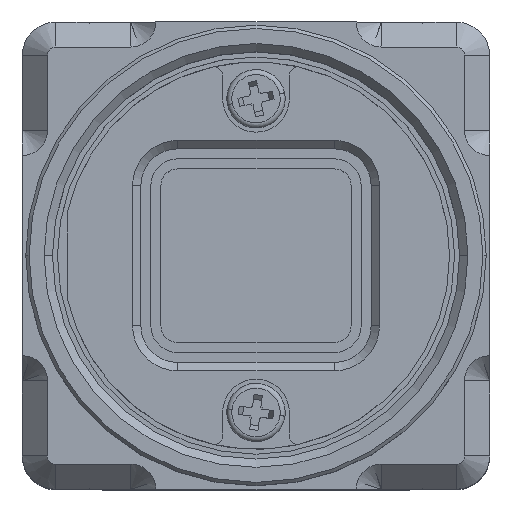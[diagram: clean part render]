
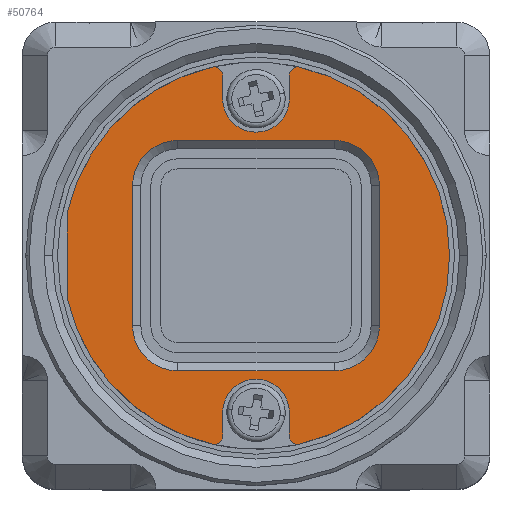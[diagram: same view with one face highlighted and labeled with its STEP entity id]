
A CAD part, top view. The second image highlights one B-rep face of the part: STEP entity #50764.
In plain terms, the highlighted planar face has unit normal (0, 0, 1).
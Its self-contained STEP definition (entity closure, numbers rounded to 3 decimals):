
#15685=CARTESIAN_POINT('',(0.,0.,5.01));
#15686=DIRECTION('',(0.,0.,1.));
#15687=DIRECTION('',(0.225,-0.974,0.));
#15688=AXIS2_PLACEMENT_3D('',#15685,#15686,#15687);
#15715=CARTESIAN_POINT('',(0.,0.,5.01));
#15716=DIRECTION('',(0.,0.,1.));
#15717=DIRECTION('',(-0.225,0.974,0.));
#15718=AXIS2_PLACEMENT_3D('',#15715,#15716,#15717);
#15723=CARTESIAN_POINT('',(-2.5,10.815,5.01));
#15724=DIRECTION('',(0.,0.,1.));
#15725=DIRECTION('',(1.,0.,0.));
#15726=AXIS2_PLACEMENT_3D('',#15723,#15724,#15725);
#15731=CARTESIAN_POINT('',(0.,9.4,5.01));
#15732=DIRECTION('',(0.,0.,-1.));
#15733=DIRECTION('',(1.,0.,0.));
#15734=AXIS2_PLACEMENT_3D('',#15731,#15732,#15733);
#15739=CARTESIAN_POINT('',(2.5,10.815,5.01));
#15740=DIRECTION('',(0.,0.,1.));
#15741=DIRECTION('',(0.225,0.974,0.));
#15742=AXIS2_PLACEMENT_3D('',#15739,#15740,#15741);
#15747=CARTESIAN_POINT('',(2.5,-10.815,5.01));
#15748=DIRECTION('',(0.,0.,1.));
#15749=DIRECTION('',(-1.,0.,0.));
#15750=AXIS2_PLACEMENT_3D('',#15747,#15748,#15749);
#15755=DIRECTION('',(0.,-1.,0.));
#15756=VECTOR('',#15755,1.415);
#15757=CARTESIAN_POINT('',(2.,-9.4,5.01));
#15758=LINE('',#15757,#15756);
#15762=CARTESIAN_POINT('',(0.,-9.4,5.01));
#15763=DIRECTION('',(0.,0.,-1.));
#15764=DIRECTION('',(-1.,0.,0.));
#15765=AXIS2_PLACEMENT_3D('',#15762,#15763,#15764);
#15770=DIRECTION('',(0.,1.,0.));
#15771=VECTOR('',#15770,1.415);
#15772=CARTESIAN_POINT('',(-2.,-10.815,5.01));
#15773=LINE('',#15772,#15771);
#15777=CARTESIAN_POINT('',(-2.5,-10.815,5.01));
#15778=DIRECTION('',(0.,0.,1.));
#15779=DIRECTION('',(-0.225,-0.974,0.));
#15780=AXIS2_PLACEMENT_3D('',#15777,#15778,#15779);
#15785=CARTESIAN_POINT('',(0.,0.,5.01));
#15786=DIRECTION('',(0.,0.,1.));
#15787=DIRECTION('',(-0.974,-0.226,0.));
#15788=AXIS2_PLACEMENT_3D('',#15785,#15786,#15787);
#15793=CARTESIAN_POINT('',(4.7,-4.2,5.01));
#15794=DIRECTION('',(0.,0.,-1.));
#15795=DIRECTION('',(1.,0.,0.));
#15796=AXIS2_PLACEMENT_3D('',#15793,#15794,#15795);
#15801=CARTESIAN_POINT('',(4.7,4.2,5.01));
#15802=DIRECTION('',(0.,0.,-1.));
#15803=DIRECTION('',(0.,1.,0.));
#15804=AXIS2_PLACEMENT_3D('',#15801,#15802,#15803);
#15809=CARTESIAN_POINT('',(-4.7,4.2,5.01));
#15810=DIRECTION('',(0.,0.,-1.));
#15811=DIRECTION('',(-1.,0.,0.));
#15812=AXIS2_PLACEMENT_3D('',#15809,#15810,#15811);
#15817=CARTESIAN_POINT('',(-4.7,-4.2,5.01));
#15818=DIRECTION('',(0.,0.,-1.));
#15819=DIRECTION('',(0.,-1.,0.));
#15820=AXIS2_PLACEMENT_3D('',#15817,#15818,#15819);
#15915=DIRECTION('',(0.,1.,0.));
#15916=VECTOR('',#15915,1.415);
#15917=CARTESIAN_POINT('',(2.,9.4,5.01));
#15918=LINE('',#15917,#15916);
#15936=DIRECTION('',(0.,-1.,0.));
#15937=VECTOR('',#15936,1.415);
#15938=CARTESIAN_POINT('',(-2.,10.815,5.01));
#15939=LINE('',#15938,#15937);
#16850=DIRECTION('',(0.,1.,0.));
#16851=VECTOR('',#16850,5.242);
#16852=CARTESIAN_POINT('',(-11.3,-2.621,5.01));
#16853=LINE('',#16852,#16851);
#16879=DIRECTION('',(0.,1.,0.));
#16880=VECTOR('',#16879,8.4);
#16881=CARTESIAN_POINT('',(7.4,-4.2,5.01));
#16882=LINE('',#16881,#16880);
#16922=DIRECTION('',(-1.,0.,0.));
#16923=VECTOR('',#16922,9.4);
#16924=CARTESIAN_POINT('',(4.7,6.9,5.01));
#16925=LINE('',#16924,#16923);
#17426=DIRECTION('',(0.,-1.,0.));
#17427=VECTOR('',#17426,8.4);
#17428=CARTESIAN_POINT('',(-7.4,4.2,5.01));
#17429=LINE('',#17428,#17427);
#17462=DIRECTION('',(1.,0.,0.));
#17463=VECTOR('',#17462,9.4);
#17464=CARTESIAN_POINT('',(-4.7,-6.9,5.01));
#17465=LINE('',#17464,#17463);
#25242=CARTESIAN_POINT('',(-2.,-9.4,5.01));
#25243=CARTESIAN_POINT('',(2.,-9.4,5.01));
#25244=VERTEX_POINT('',#25242);
#25245=VERTEX_POINT('',#25243);
#25254=CARTESIAN_POINT('',(2.,-10.815,5.01));
#25255=CARTESIAN_POINT('',(2.613,-11.302,5.01));
#25256=VERTEX_POINT('',#25254);
#25257=VERTEX_POINT('',#25255);
#25266=CARTESIAN_POINT('',(-2.,10.815,5.01));
#25267=CARTESIAN_POINT('',(-2.,9.4,5.01));
#25268=VERTEX_POINT('',#25266);
#25269=VERTEX_POINT('',#25267);
#25302=CARTESIAN_POINT('',(7.4,-4.2,5.01));
#25303=VERTEX_POINT('',#25302);
#25304=CARTESIAN_POINT('',(4.7,6.9,5.01));
#25305=CARTESIAN_POINT('',(-4.7,6.9,5.01));
#25306=VERTEX_POINT('',#25304);
#25307=VERTEX_POINT('',#25305);
#25332=CARTESIAN_POINT('',(7.4,4.2,5.01));
#25333=VERTEX_POINT('',#25332);
#25344=CARTESIAN_POINT('',(-2.613,-11.302,5.01));
#25346=VERTEX_POINT('',#25344);
#25350=CARTESIAN_POINT('',(-4.7,-6.9,5.01));
#25352=VERTEX_POINT('',#25350);
#25398=CARTESIAN_POINT('',(4.7,-6.9,5.01));
#25399=VERTEX_POINT('',#25398);
#25404=CARTESIAN_POINT('',(2.,9.4,5.01));
#25405=VERTEX_POINT('',#25404);
#25410=CARTESIAN_POINT('',(-7.4,4.2,5.01));
#25411=VERTEX_POINT('',#25410);
#25416=CARTESIAN_POINT('',(2.,10.815,5.01));
#25417=VERTEX_POINT('',#25416);
#25446=CARTESIAN_POINT('',(2.613,11.302,5.01));
#25447=VERTEX_POINT('',#25446);
#25456=CARTESIAN_POINT('',(-7.4,-4.2,5.01));
#25457=VERTEX_POINT('',#25456);
#25486=CARTESIAN_POINT('',(-2.,-10.815,5.01));
#25487=VERTEX_POINT('',#25486);
#25488=CARTESIAN_POINT('',(-2.613,11.302,5.01));
#25489=VERTEX_POINT('',#25488);
#25490=CARTESIAN_POINT('',(-11.3,-2.621,5.01));
#25491=CARTESIAN_POINT('',(-11.3,2.621,5.01));
#25492=VERTEX_POINT('',#25490);
#25493=VERTEX_POINT('',#25491);
#50714=CARTESIAN_POINT('',(0.,0.,5.01));
#50715=DIRECTION('',(0.,0.,1.));
#50716=DIRECTION('',(-1.,0.,0.));
#50717=AXIS2_PLACEMENT_3D('',#50714,#50715,#50716);
#50718=PLANE('',#50717);
#50719=ORIENTED_EDGE('',*,*,#50684,.F.);
#50721=ORIENTED_EDGE('',*,*,#50720,.F.);
#50723=ORIENTED_EDGE('',*,*,#50722,.T.);
#50725=ORIENTED_EDGE('',*,*,#50724,.F.);
#50727=ORIENTED_EDGE('',*,*,#50726,.T.);
#50729=ORIENTED_EDGE('',*,*,#50728,.F.);
#50730=ORIENTED_EDGE('',*,*,#50676,.F.);
#50732=ORIENTED_EDGE('',*,*,#50731,.F.);
#50734=ORIENTED_EDGE('',*,*,#50733,.F.);
#50736=ORIENTED_EDGE('',*,*,#50735,.F.);
#50738=ORIENTED_EDGE('',*,*,#50737,.F.);
#50740=ORIENTED_EDGE('',*,*,#50739,.F.);
#50741=ORIENTED_EDGE('',*,*,#50691,.F.);
#50743=ORIENTED_EDGE('',*,*,#50742,.T.);
#50744=EDGE_LOOP('',(#50719,#50721,#50723,#50725,#50727,#50729,#50730,#50732,
#50734,#50736,#50738,#50740,#50741,#50743));
#50745=FACE_OUTER_BOUND('',#50744,.F.);
#50747=ORIENTED_EDGE('',*,*,#50746,.F.);
#50749=ORIENTED_EDGE('',*,*,#50748,.T.);
#50751=ORIENTED_EDGE('',*,*,#50750,.F.);
#50753=ORIENTED_EDGE('',*,*,#50752,.T.);
#50755=ORIENTED_EDGE('',*,*,#50754,.F.);
#50757=ORIENTED_EDGE('',*,*,#50756,.T.);
#50759=ORIENTED_EDGE('',*,*,#50758,.F.);
#50761=ORIENTED_EDGE('',*,*,#50760,.T.);
#50762=EDGE_LOOP('',(#50747,#50749,#50751,#50753,#50755,#50757,#50759,#50761));
#50763=FACE_BOUND('',#50762,.F.);
#50764=ADVANCED_FACE('',(#50745,#50763),#50718,.T.);
#15689=CIRCLE('',#15688,11.6);
#15719=CIRCLE('',#15718,11.6);
#15727=CIRCLE('',#15726,0.5);
#15735=CIRCLE('',#15734,2.);
#15743=CIRCLE('',#15742,0.5);
#15751=CIRCLE('',#15750,0.5);
#15766=CIRCLE('',#15765,2.);
#15781=CIRCLE('',#15780,0.5);
#15789=CIRCLE('',#15788,11.6);
#15797=CIRCLE('',#15796,2.7);
#15805=CIRCLE('',#15804,2.7);
#15813=CIRCLE('',#15812,2.7);
#15821=CIRCLE('',#15820,2.7);
#50676=EDGE_CURVE('',#25257,#25447,#15689,.T.);
#50684=EDGE_CURVE('',#25489,#25493,#15719,.T.);
#50691=EDGE_CURVE('',#25492,#25346,#15789,.T.);
#50720=EDGE_CURVE('',#25268,#25489,#15727,.T.);
#50722=EDGE_CURVE('',#25268,#25269,#15939,.T.);
#50724=EDGE_CURVE('',#25405,#25269,#15735,.T.);
#50726=EDGE_CURVE('',#25405,#25417,#15918,.T.);
#50728=EDGE_CURVE('',#25447,#25417,#15743,.T.);
#50731=EDGE_CURVE('',#25256,#25257,#15751,.T.);
#50733=EDGE_CURVE('',#25245,#25256,#15758,.T.);
#50735=EDGE_CURVE('',#25244,#25245,#15766,.T.);
#50737=EDGE_CURVE('',#25487,#25244,#15773,.T.);
#50739=EDGE_CURVE('',#25346,#25487,#15781,.T.);
#50742=EDGE_CURVE('',#25492,#25493,#16853,.T.);
#50746=EDGE_CURVE('',#25303,#25399,#15797,.T.);
#50748=EDGE_CURVE('',#25303,#25333,#16882,.T.);
#50750=EDGE_CURVE('',#25306,#25333,#15805,.T.);
#50752=EDGE_CURVE('',#25306,#25307,#16925,.T.);
#50754=EDGE_CURVE('',#25411,#25307,#15813,.T.);
#50756=EDGE_CURVE('',#25411,#25457,#17429,.T.);
#50758=EDGE_CURVE('',#25352,#25457,#15821,.T.);
#50760=EDGE_CURVE('',#25352,#25399,#17465,.T.);
